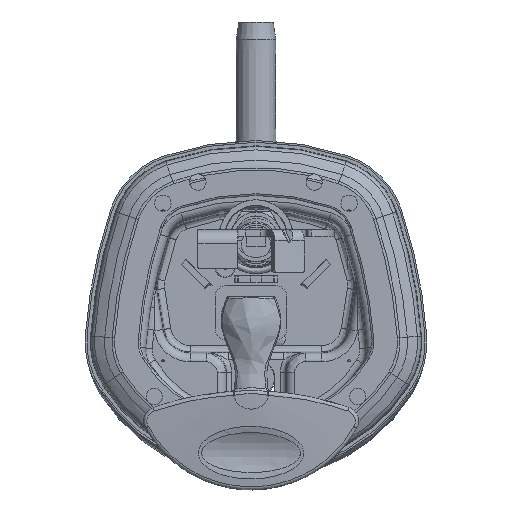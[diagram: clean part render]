
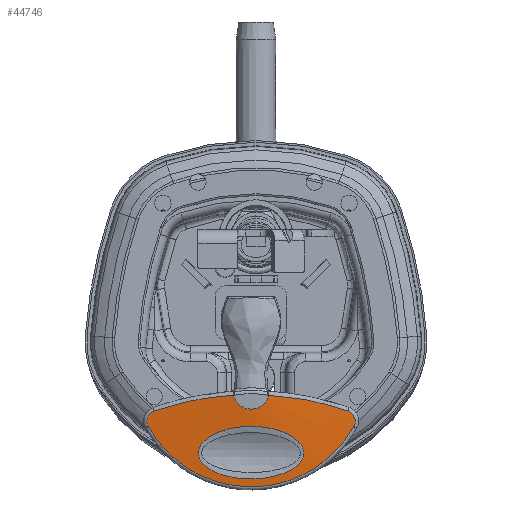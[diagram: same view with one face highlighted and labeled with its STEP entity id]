
A CAD part, top view. The second image highlights one B-rep face of the part: STEP entity #44746.
In plain terms, the highlighted conical face has half-angle 84.432 degrees and reference radius 30.805 mm.
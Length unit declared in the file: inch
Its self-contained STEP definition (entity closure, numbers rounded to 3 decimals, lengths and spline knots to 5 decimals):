
#981=B_SPLINE_CURVE_WITH_KNOTS('',3,(#75107,#75108,#75109,#75110,#75111,
#75112,#75113,#75114,#75115,#75116,#75117,#75118),.UNSPECIFIED.,.F.,.F.,
(4,1,1,1,1,1,1,1,1,4),(0.,1.54333,2.31499,3.08666,
4.62999,5.40165,6.17332,7.71665,9.25998,
10.80331),.UNSPECIFIED.);
#982=B_SPLINE_CURVE_WITH_KNOTS('',3,(#75155,#75156,#75157,#75158,#75159,
#75160,#75161),.UNSPECIFIED.,.F.,.F.,(4,1,1,1,4),(-0.83195,-0.59425,
-0.35655,-0.17827,0.),.UNSPECIFIED.);
#984=B_SPLINE_CURVE_WITH_KNOTS('',3,(#75197,#75198,#75199,#75200,#75201),
 .UNSPECIFIED.,.F.,.F.,(4,1,4),(-3.54638,-1.77319,0.),
 .UNSPECIFIED.);
#992=B_SPLINE_CURVE_WITH_KNOTS('',3,(#75349,#75350,#75351,#75352,#75353),
 .UNSPECIFIED.,.F.,.F.,(4,1,4),(-3.55167,-1.52214,0.),
 .UNSPECIFIED.);
#994=B_SPLINE_CURVE_WITH_KNOTS('',3,(#75396,#75397,#75398,#75399,#75400,
#75401,#75402),.UNSPECIFIED.,.F.,.F.,(4,1,1,1,4),(-0.83195,-0.65367,
-0.4754,-0.2377,0.),
 .UNSPECIFIED.);
#996=B_SPLINE_CURVE_WITH_KNOTS('',3,(#75413,#75414,#75415,#75416,#75417,
#75418,#75419,#75420,#75421,#75422,#75423,#75424,#75425,#75426,#75427,#75428,
#75429,#75430,#75431,#75432,#75433,#75434,#75435,#75436,#75437,#75438,#75439,
#75440,#75441),.UNSPECIFIED.,.T.,.F.,(4,1,1,1,1,1,1,1,1,1,1,1,1,1,1,1,1,
1,1,1,1,1,1,1,1,1,4),(-9.21042,-9.04595,-8.88147,
-8.55253,-8.22359,-7.97688,-7.89464,
-7.23676,-6.57887,-6.08545,-5.92098,
-5.2631,-4.8245,-4.76968,-4.60521,
-4.38591,-4.27627,-4.16662,-3.94732,-3.50873,
-2.63155,-2.3026,-1.31577,-1.1513,
-0.65789,-0.32894,0.),.UNSPECIFIED.);
#2370=FACE_BOUND('',#8007,.T.);
#5275=FACE_OUTER_BOUND('',#8006,.T.);
#8006=EDGE_LOOP('',(#33085,#33086,#33087,#33088,#33089,#33090));
#8007=EDGE_LOOP('',(#33091));
#11002=CIRCLE('',#48599,0.31056);
#20287=VERTEX_POINT('',#75089);
#20290=VERTEX_POINT('',#75105);
#20291=VERTEX_POINT('',#75154);
#20293=VERTEX_POINT('',#75196);
#20299=VERTEX_POINT('',#75312);
#20301=VERTEX_POINT('',#75348);
#20303=VERTEX_POINT('',#75412);
#25097=EDGE_CURVE('',#20290,#20287,#981,.T.);
#25098=EDGE_CURVE('',#20287,#20291,#982,.T.);
#25101=EDGE_CURVE('',#20291,#20293,#984,.T.);
#25113=EDGE_CURVE('',#20299,#20301,#992,.T.);
#25116=EDGE_CURVE('',#20301,#20290,#994,.T.);
#25118=EDGE_CURVE('',#20293,#20299,#11002,.T.);
#25119=EDGE_CURVE('',#20303,#20303,#996,.T.);
#33085=ORIENTED_EDGE('',*,*,#25101,.F.);
#33086=ORIENTED_EDGE('',*,*,#25098,.F.);
#33087=ORIENTED_EDGE('',*,*,#25097,.F.);
#33088=ORIENTED_EDGE('',*,*,#25116,.F.);
#33089=ORIENTED_EDGE('',*,*,#25113,.F.);
#33090=ORIENTED_EDGE('',*,*,#25118,.F.);
#33091=ORIENTED_EDGE('',*,*,#25119,.F.);
#44148=CONICAL_SURFACE('',#48598,1.21278,1.474);
#44746=ADVANCED_FACE('',(#5275,#2370),#44148,.T.);
#48598=AXIS2_PLACEMENT_3D('',#75410,#54091,#54092);
#48599=AXIS2_PLACEMENT_3D('',#75411,#54093,#54094);
#54091=DIRECTION('center_axis',(0.,0.,-1.));
#54092=DIRECTION('ref_axis',(1.,0.,0.));
#54093=DIRECTION('center_axis',(0.,0.,1.));
#54094=DIRECTION('ref_axis',(1.,0.,0.));
#75089=CARTESIAN_POINT('',(-1.76662,-0.84115,0.09484));
#75105=CARTESIAN_POINT('',(1.76662,-0.84115,0.09484));
#75107=CARTESIAN_POINT('Ctrl Pts',(1.76662,-0.84115,0.09484));
#75108=CARTESIAN_POINT('Ctrl Pts',(1.6671,-1.01824,0.09833));
#75109=CARTESIAN_POINT('Ctrl Pts',(1.47407,-1.26504,0.10336));
#75110=CARTESIAN_POINT('Ctrl Pts',(1.15757,-1.52114,0.10877));
#75111=CARTESIAN_POINT('Ctrl Pts',(0.80134,-1.72943,0.11327));
#75112=CARTESIAN_POINT('Ctrl Pts',(0.40858,-1.85188,
0.116));
#75113=CARTESIAN_POINT('Ctrl Pts',(-0.00275,-1.88257,
0.11668));
#75114=CARTESIAN_POINT('Ctrl Pts',(-0.40992,-1.85149,
0.11599));
#75115=CARTESIAN_POINT('Ctrl Pts',(-0.9056,-1.69616,
0.11253));
#75116=CARTESIAN_POINT('Ctrl Pts',(-1.41264,-1.34404,
0.10497));
#75117=CARTESIAN_POINT('Ctrl Pts',(-1.6671,-1.01824,
0.09833));
#75118=CARTESIAN_POINT('Ctrl Pts',(-1.76662,-0.84115,0.09484));
#75154=CARTESIAN_POINT('',(-1.66485,-0.57067,0.11145));
#75155=CARTESIAN_POINT('Ctrl Pts',(-1.76662,-0.84115,0.09484));
#75156=CARTESIAN_POINT('Ctrl Pts',(-1.78195,-0.81388,
0.0943));
#75157=CARTESIAN_POINT('Ctrl Pts',(-1.7989,-0.75095,
0.0946));
#75158=CARTESIAN_POINT('Ctrl Pts',(-1.77787,-0.66427,
0.09873));
#75159=CARTESIAN_POINT('Ctrl Pts',(-1.72801,-0.60203,
0.10481));
#75160=CARTESIAN_POINT('Ctrl Pts',(-1.68684,-0.57834,
0.1092));
#75161=CARTESIAN_POINT('Ctrl Pts',(-1.66485,-0.57067,
0.11145));
#75196=CARTESIAN_POINT('',(-0.30207,-0.29882,0.2469));
#75197=CARTESIAN_POINT('Ctrl Pts',(-1.66485,-0.57067,
0.11145));
#75198=CARTESIAN_POINT('Ctrl Pts',(-1.44614,-0.49435,
0.13384));
#75199=CARTESIAN_POINT('Ctrl Pts',(-0.99605,-0.37146,
0.17898));
#75200=CARTESIAN_POINT('Ctrl Pts',(-0.53349,-0.31165,
0.22467));
#75201=CARTESIAN_POINT('Ctrl Pts',(-0.30207,-0.29882,
0.2469));
#75312=CARTESIAN_POINT('',(0.30207,-0.29882,0.2469));
#75348=CARTESIAN_POINT('',(1.66485,-0.57067,0.11145));
#75349=CARTESIAN_POINT('Ctrl Pts',(0.30207,-0.29882,
0.2469));
#75350=CARTESIAN_POINT('Ctrl Pts',(0.56695,-0.3135,
0.22145));
#75351=CARTESIAN_POINT('Ctrl Pts',(1.02823,-0.37799,
0.17578));
#75352=CARTESIAN_POINT('Ctrl Pts',(1.47711,-0.50515,
0.13067));
#75353=CARTESIAN_POINT('Ctrl Pts',(1.66485,-0.57067,
0.11145));
#75396=CARTESIAN_POINT('Ctrl Pts',(1.66485,-0.57067,
0.11145));
#75397=CARTESIAN_POINT('Ctrl Pts',(1.68684,-0.57834,
0.1092));
#75398=CARTESIAN_POINT('Ctrl Pts',(1.72801,-0.60203,
0.10481));
#75399=CARTESIAN_POINT('Ctrl Pts',(1.77787,-0.66427,0.09873));
#75400=CARTESIAN_POINT('Ctrl Pts',(1.7989,-0.75095,
0.0946));
#75401=CARTESIAN_POINT('Ctrl Pts',(1.78195,-0.81388,0.0943));
#75402=CARTESIAN_POINT('Ctrl Pts',(1.76662,-0.84115,0.09484));
#75410=CARTESIAN_POINT('Origin',(0.,-0.22671,0.15895));
#75411=CARTESIAN_POINT('Origin',(0.,-0.22671,0.2469));
#75412=CARTESIAN_POINT('',(0.8941,-1.36052,0.13642));
#75413=CARTESIAN_POINT('Ctrl Pts',(0.8941,-1.36052,
0.13642));
#75414=CARTESIAN_POINT('Ctrl Pts',(0.9015,-1.33574,
0.13787));
#75415=CARTESIAN_POINT('Ctrl Pts',(0.90841,-1.28349,
0.14136));
#75416=CARTESIAN_POINT('Ctrl Pts',(0.88558,-1.18133,
0.15026));
#75417=CARTESIAN_POINT('Ctrl Pts',(0.80642,-1.07651,
0.16298));
#75418=CARTESIAN_POINT('Ctrl Pts',(0.69071,-0.99501,
0.17647));
#75419=CARTESIAN_POINT('Ctrl Pts',(0.59861,-0.94974,
0.18571));
#75420=CARTESIAN_POINT('Ctrl Pts',(0.45455,-0.89227,
0.19869));
#75421=CARTESIAN_POINT('Ctrl Pts',(0.23966,-0.83976,
0.21509));
#75422=CARTESIAN_POINT('Ctrl Pts',(-0.05958,-0.82688,
0.22069));
#75423=CARTESIAN_POINT('Ctrl Pts',(-0.27083,-0.852,
0.21108));
#75424=CARTESIAN_POINT('Ctrl Pts',(-0.47546,-0.89872,
0.19738));
#75425=CARTESIAN_POINT('Ctrl Pts',(-0.66234,-0.96763,
0.18031));
#75426=CARTESIAN_POINT('Ctrl Pts',(-0.80704,-1.07936,
0.16273));
#75427=CARTESIAN_POINT('Ctrl Pts',(-0.86718,-1.16236,
0.15281));
#75428=CARTESIAN_POINT('Ctrl Pts',(-0.89888,-1.22389,
0.14632));
#75429=CARTESIAN_POINT('Ctrl Pts',(-0.90862,-1.30241,
0.13995));
#75430=CARTESIAN_POINT('Ctrl Pts',(-0.89277,-1.3704,
0.13576));
#75431=CARTESIAN_POINT('Ctrl Pts',(-0.86375,-1.43368,
0.13255));
#75432=CARTESIAN_POINT('Ctrl Pts',(-0.78475,-1.52929,
0.1292));
#75433=CARTESIAN_POINT('Ctrl Pts',(-0.57449,-1.65783,
0.12794));
#75434=CARTESIAN_POINT('Ctrl Pts',(-0.31765,-1.71993,
0.1293));
#75435=CARTESIAN_POINT('Ctrl Pts',(0.02967,-1.74859,
0.12993));
#75436=CARTESIAN_POINT('Ctrl Pts',(0.26747,-1.7294,
0.12934));
#75437=CARTESIAN_POINT('Ctrl Pts',(0.52036,-1.66352,
0.12849));
#75438=CARTESIAN_POINT('Ctrl Pts',(0.66794,-1.60534,
0.12826));
#75439=CARTESIAN_POINT('Ctrl Pts',(0.8181,-1.49881,
0.13));
#75440=CARTESIAN_POINT('Ctrl Pts',(0.8793,-1.41008,
0.13352));
#75441=CARTESIAN_POINT('Ctrl Pts',(0.8941,-1.36052,
0.13642));
